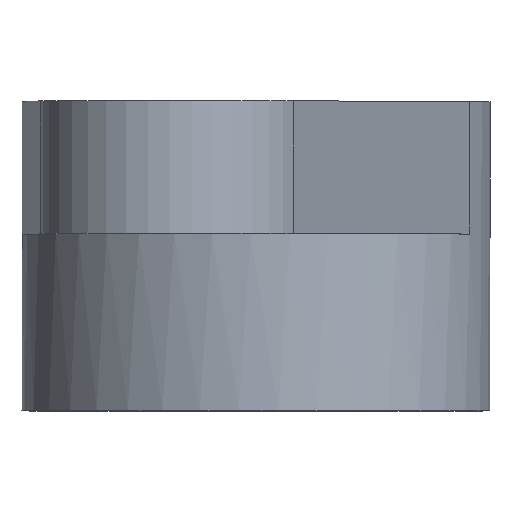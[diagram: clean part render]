
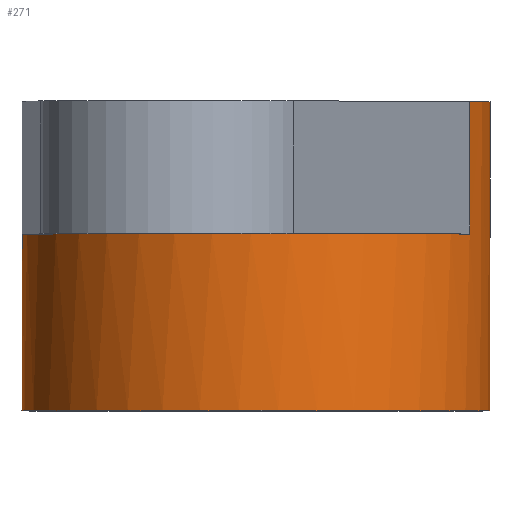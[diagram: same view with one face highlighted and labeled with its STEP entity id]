
A CAD part, top view. The second image highlights one B-rep face of the part: STEP entity #271.
In plain terms, the highlighted cylindrical face has radius 5.3 mm (diameter 10.6 mm), a full revolution.
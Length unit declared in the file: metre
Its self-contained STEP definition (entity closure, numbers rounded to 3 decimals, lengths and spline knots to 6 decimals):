
#16=LINE('',#435,#32);
#21=LINE('',#445,#37);
#23=LINE('',#451,#39);
#27=LINE('',#459,#43);
#32=VECTOR('',#353,1.);
#37=VECTOR('',#360,1.);
#39=VECTOR('',#368,1.);
#43=VECTOR('',#374,1.);
#108=ORIENTED_EDGE('',*,*,#150,.T.);
#109=ORIENTED_EDGE('',*,*,#123,.F.);
#110=ORIENTED_EDGE('',*,*,#144,.F.);
#111=ORIENTED_EDGE('',*,*,#149,.F.);
#112=ORIENTED_EDGE('',*,*,#140,.T.);
#113=ORIENTED_EDGE('',*,*,#128,.F.);
#114=ORIENTED_EDGE('',*,*,#137,.F.);
#115=ORIENTED_EDGE('',*,*,#148,.F.);
#116=ORIENTED_EDGE('',*,*,#132,.T.);
#123=EDGE_CURVE('',#156,#157,#180,.T.);
#128=EDGE_CURVE('',#161,#162,#183,.T.);
#132=EDGE_CURVE('',#165,#157,#16,.T.);
#137=EDGE_CURVE('',#168,#161,#21,.T.);
#140=EDGE_CURVE('',#170,#162,#23,.T.);
#144=EDGE_CURVE('',#172,#156,#27,.T.);
#148=EDGE_CURVE('',#165,#168,#190,.T.);
#149=EDGE_CURVE('',#170,#172,#191,.T.);
#150=EDGE_CURVE('',#175,#175,#192,.T.);
#156=VERTEX_POINT('',#415);
#157=VERTEX_POINT('',#417);
#161=VERTEX_POINT('',#426);
#162=VERTEX_POINT('',#428);
#165=VERTEX_POINT('',#436);
#168=VERTEX_POINT('',#444);
#170=VERTEX_POINT('',#452);
#172=VERTEX_POINT('',#458);
#175=VERTEX_POINT('',#473);
#180=CIRCLE('',#292,0.0053);
#183=CIRCLE('',#296,0.0053);
#190=CIRCLE('',#312,0.0053);
#191=CIRCLE('',#313,0.0053);
#192=CIRCLE('',#315,0.0053);
#218=EDGE_LOOP('',(#108));
#219=EDGE_LOOP('',(#109,#110,#111,#112,#113,#114,#115,#116));
#246=FACE_BOUND('',#218,.T.);
#247=FACE_BOUND('',#219,.T.);
#255=CYLINDRICAL_SURFACE('',#317,0.0053);
#271=ADVANCED_FACE('',(#246,#247),#255,.T.);
#292=AXIS2_PLACEMENT_3D('',#416,#334,#335);
#296=AXIS2_PLACEMENT_3D('',#427,#344,#345);
#312=AXIS2_PLACEMENT_3D('',#469,#389,#390);
#313=AXIS2_PLACEMENT_3D('',#470,#391,#392);
#315=AXIS2_PLACEMENT_3D('',#472,#395,#396);
#317=AXIS2_PLACEMENT_3D('',#476,#399,#400);
#334=DIRECTION('',(0.,1.,0.));
#335=DIRECTION('',(-0.982,0.,-0.189));
#344=DIRECTION('',(0.,1.,0.));
#345=DIRECTION('',(-0.982,0.,-0.189));
#353=DIRECTION('',(0.,-1.,0.));
#360=DIRECTION('',(0.,-1.,0.));
#368=DIRECTION('',(0.,-1.,0.));
#374=DIRECTION('',(0.,-1.,0.));
#389=DIRECTION('',(0.,1.,0.));
#390=DIRECTION('',(-0.982,0.,-0.189));
#391=DIRECTION('',(0.,1.,0.));
#392=DIRECTION('',(-0.982,0.,-0.189));
#395=DIRECTION('',(0.,1.,0.));
#396=DIRECTION('',(-0.982,0.,-0.189));
#399=DIRECTION('',(0.,-1.,0.));
#400=DIRECTION('',(0.982,0.,0.189));
#415=CARTESIAN_POINT('',(-0.069295,0.0563,0.02664));
#416=CARTESIAN_POINT('',(-0.064,0.0563,0.026418));
#417=CARTESIAN_POINT('',(-0.059165,0.0563,0.02859));
#426=CARTESIAN_POINT('',(-0.058705,0.0563,0.026196));
#427=CARTESIAN_POINT('',(-0.064,0.0563,0.026418));
#428=CARTESIAN_POINT('',(-0.068835,0.0563,0.024246));
#435=CARTESIAN_POINT('',(-0.059165,0.0593,0.02859));
#436=CARTESIAN_POINT('',(-0.059165,0.0593,0.02859));
#444=CARTESIAN_POINT('',(-0.058705,0.0593,0.026196));
#445=CARTESIAN_POINT('',(-0.058705,0.0593,0.026196));
#451=CARTESIAN_POINT('',(-0.068835,0.0593,0.024246));
#452=CARTESIAN_POINT('',(-0.068835,0.0593,0.024246));
#458=CARTESIAN_POINT('',(-0.069295,0.0593,0.02664));
#459=CARTESIAN_POINT('',(-0.069295,0.0593,0.02664));
#469=CARTESIAN_POINT('',(-0.064,0.0593,0.026418));
#470=CARTESIAN_POINT('',(-0.064,0.0593,0.026418));
#472=CARTESIAN_POINT('',(-0.064,0.0523,0.026418));
#473=CARTESIAN_POINT('',(-0.069204,0.0523,0.025417));
#476=CARTESIAN_POINT('',(-0.064,0.0563,0.026418));
